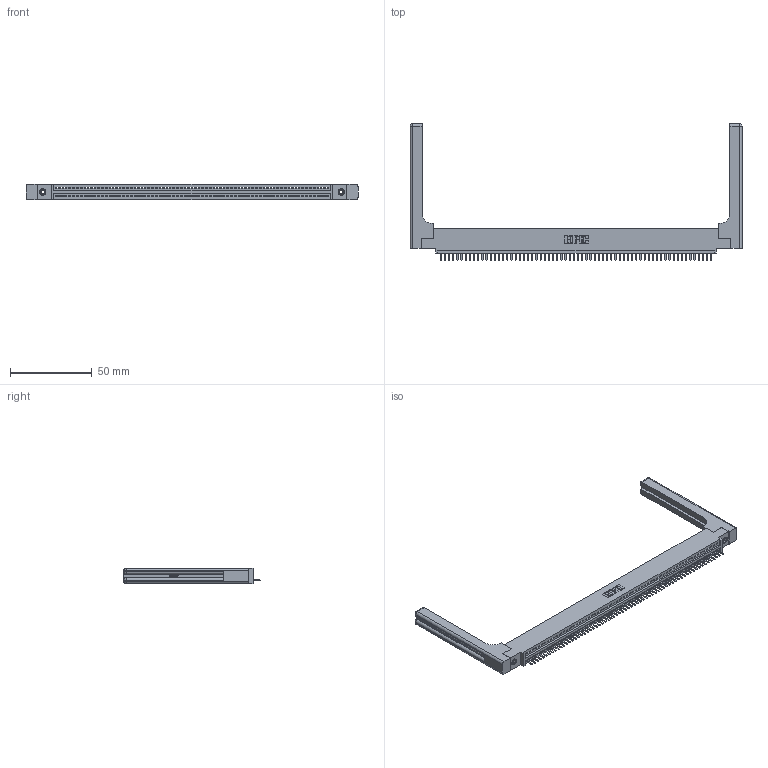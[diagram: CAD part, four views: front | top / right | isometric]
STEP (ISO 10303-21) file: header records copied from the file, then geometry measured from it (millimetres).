
FILE_DESCRIPTION (( 'STEP AP203' ), '1' );
FILE_NAME ('345-066-520-458.STEP', '2019-10-11T20:12:38', ( '' ), ( '' ), 'SwSTEP 2.0', 'SolidWorks 2016', '' );
FILE_SCHEMA (( 'CONFIG_CONTROL_DESIGN' ));
Length unit declared in the file: inch
Products named in the file (5): 345 Part_0.110 Offset - 0.156 Dia-TH; 345-066-520-458; 345-292-001_345-293-120; 345-220-058_345-220-058; 345-250-001_345-250-001-102
Assembly tree (71 placements, depth 2):
  345-066-520-458
    345 Part_0.110 Offset - 0.156 Dia-TH
    345-292-001_345-293-120  x66
    345-250-001_345-250-001-102  x2
    345-220-058_345-220-058  x2
Bounding box: 202.67 x 83.44 x 9.4 mm (x, y, z)
Volume: 27687.8 mm3; surface area: 30584.8 mm2
Topology: 71 solids, 71 shells, 4478 faces, 13163 edges, 8578 vertices
Faces by surface type: plane 3004, cylinder 1414, bspline 36, cone 12, sphere 8, torus 4
Entity records: 51870 total; most frequent: CARTESIAN_POINT 9967, ORIENTED_EDGE 8752, DIRECTION 7604, EDGE_CURVE 4376, LINE 3884, VECTOR 3884, VERTEX_POINT 2906, AXIS2_PLACEMENT_3D 1860
